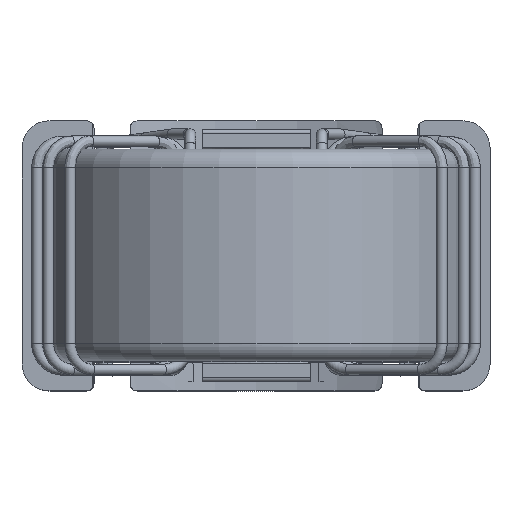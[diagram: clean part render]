
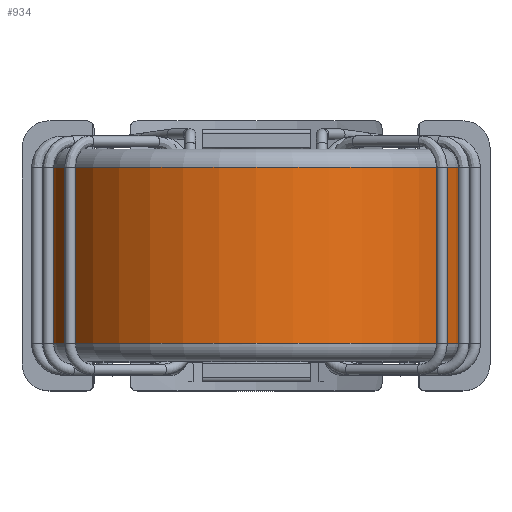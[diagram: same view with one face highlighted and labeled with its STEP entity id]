
A CAD part, top view. The second image highlights one B-rep face of the part: STEP entity #934.
In plain terms, the highlighted cylindrical face has radius 5.9 mm (diameter 11.8 mm), a full revolution.
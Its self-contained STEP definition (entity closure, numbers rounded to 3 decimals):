
#934 = ADVANCED_FACE( '', ( #2449, #2450 ), #2451, .T. );
#2449 = FACE_OUTER_BOUND( '', #5104, .T. );
#2450 = FACE_OUTER_BOUND( '', #5105, .T. );
#2451 = CYLINDRICAL_SURFACE( '', #5106, 5.9 );
#5104 = EDGE_LOOP( '', ( #11029 ) );
#5105 = EDGE_LOOP( '', ( #11030 ) );
#5106 = AXIS2_PLACEMENT_3D( '', #11031, #11032, #11033 );
#11029 = ORIENTED_EDGE( '', *, *, #13661, .T. );
#11030 = ORIENTED_EDGE( '', *, *, #13662, .T. );
#11031 = CARTESIAN_POINT( '', ( 0., -2.95, 0. ) );
#11032 = DIRECTION( '', ( 0., -1., 0. ) );
#11033 = DIRECTION( '', ( 0., 0., 1. ) );
#13661 = EDGE_CURVE( '', #14502, #14502, #14503, .F. );
#13662 = EDGE_CURVE( '', #14504, #14504, #14505, .T. );
#14502 = VERTEX_POINT( '', #15591 );
#14503 = CIRCLE( '', #15592, 5.9 );
#14504 = VERTEX_POINT( '', #15593 );
#14505 = CIRCLE( '', #15594, 5.9 );
#15591 = CARTESIAN_POINT( '', ( 0., 2.45, 5.9 ) );
#15592 = AXIS2_PLACEMENT_3D( '', #16655, #16656, #16657 );
#15593 = CARTESIAN_POINT( '', ( 0., -2.45, 5.9 ) );
#15594 = AXIS2_PLACEMENT_3D( '', #16658, #16659, #16660 );
#16655 = CARTESIAN_POINT( '', ( 0., 2.45, 0. ) );
#16656 = DIRECTION( '', ( 0., 1., 0. ) );
#16657 = DIRECTION( '', ( 0., 0., 1. ) );
#16658 = CARTESIAN_POINT( '', ( 0., -2.45, 0. ) );
#16659 = DIRECTION( '', ( 0., 1., 0. ) );
#16660 = DIRECTION( '', ( 0., 0., 1. ) );
